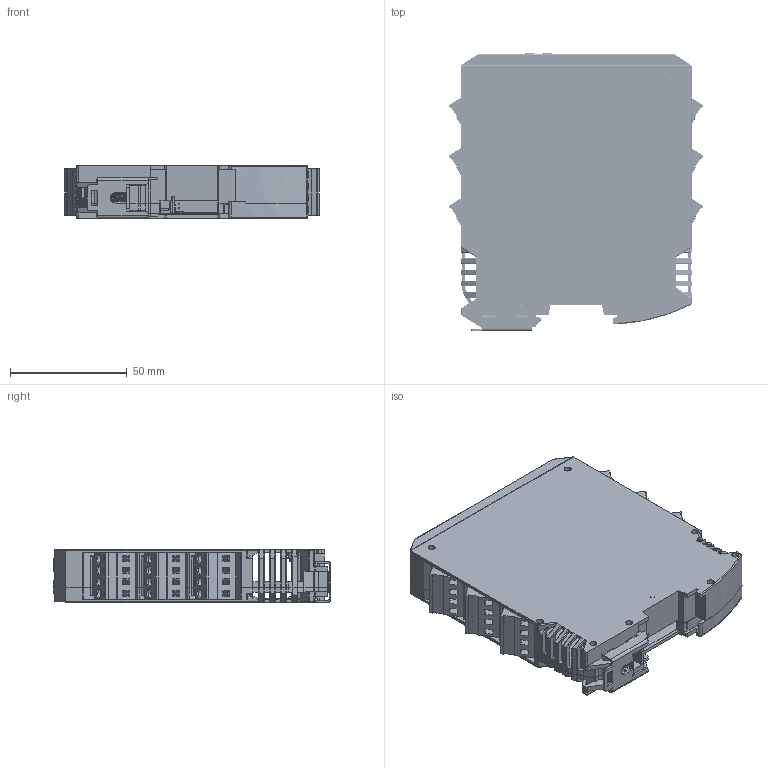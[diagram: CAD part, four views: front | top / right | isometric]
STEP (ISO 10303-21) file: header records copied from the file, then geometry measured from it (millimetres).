
FILE_DESCRIPTION((''),'2;1');
FILE_NAME('00-GTE2_ASM','2023-06-20T13:07:36',('KFB_ljc'),(''),'CREO PARAMETRIC BY PTC INC, 2021023','CREO PARAMETRIC BY PTC INC, 2021023','');
FILE_SCHEMA(('AUTOMOTIVE_DESIGN { 1 0 10303 214 1 1 1 1 }'));
Length unit declared in the file: millimetre
Products named in the file (18): EDL321807RGO; 01-GTE2-000_ASM; SGKM226-01; SGKM226-02; MJ301807; MTH0410; SGKM226-03; SGKM225-05; KGPT2D04-PC; EKW50-4P01; EKW50-4P02; EKW50-4P01_ASM; EKW50-4P01A; EKW50-4P01A_ASM; 00_ASM; EK04Y; SGKM226-04; 00-GTE2_ASM
Assembly tree (25 placements, depth 4):
  00-GTE2_ASM
    01-GTE2-000_ASM
      EDL321807RGO
    SGKM226-01
    SGKM226-02
    MJ301807
    MTH0410
    SGKM226-03
    SGKM225-05
    KGPT2D04-PC
    00_ASM
      EKW50-4P01_ASM  x3
        EKW50-4P01
        EKW50-4P02
      EKW50-4P01A_ASM  x3
        EKW50-4P01A
        EKW50-4P02
    EK04Y  x4
    SGKM226-04
Bounding box: 109.41 x 119.2 x 22.7 mm (x, y, z)
Volume: 72841.9 mm3; surface area: 110137 mm2
Topology: 25 solids, 32 shells, 7344 faces, 20112 edges, 13155 vertices
Faces by surface type: plane 5061, cylinder 1125, extrusion 791, cone 157, torus 150, bspline 50, sphere 6, revolution 4
Entity records: 219060 total; most frequent: CARTESIAN_POINT 51775, ORIENTED_EDGE 28100, DIRECTION 23816, EDGE_CURVE 14050, VECTOR 10798, PRESENTATION_STYLE_ASSIGNMENT 10344, STYLED_ITEM 10204, LINE 10007
